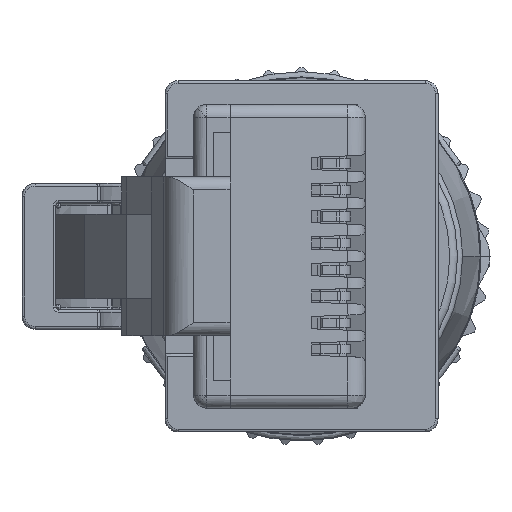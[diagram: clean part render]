
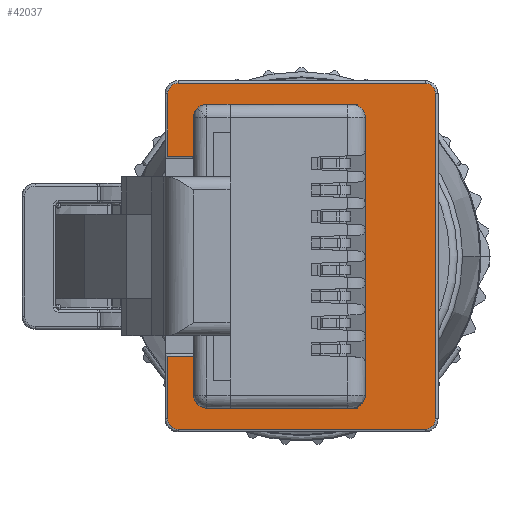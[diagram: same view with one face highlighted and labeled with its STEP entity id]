
A CAD part, left-side view. The second image highlights one B-rep face of the part: STEP entity #42037.
In plain terms, the highlighted planar face has unit normal (-1, 0, 0).
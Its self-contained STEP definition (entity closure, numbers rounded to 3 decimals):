
#6392=DIRECTION('',(0.,0.,1.));
#6393=VECTOR('',#6392,2.4);
#6394=CARTESIAN_POINT('',(-129.467,2.924,53.94));
#6395=LINE('',#6394,#6393);
#6422=DIRECTION('',(0.,-1.,0.));
#6423=VECTOR('',#6422,9.5);
#6424=CARTESIAN_POINT('',(-129.467,2.524,56.74));
#6425=LINE('',#6424,#6423);
#6449=DIRECTION('',(0.,0.,-1.));
#6450=VECTOR('',#6449,12.5);
#6451=CARTESIAN_POINT('',(-129.467,-7.376,
56.34));
#6452=LINE('',#6451,#6450);
#7479=DIRECTION('',(0.,1.,0.));
#7480=VECTOR('',#7479,9.5);
#7481=CARTESIAN_POINT('',(-129.467,-6.976,
43.44));
#7482=LINE('',#7481,#7480);
#7509=DIRECTION('',(0.,0.,1.));
#7510=VECTOR('',#7509,2.4);
#7511=CARTESIAN_POINT('',(-129.467,2.924,43.84));
#7512=LINE('',#7511,#7510);
#7513=DIRECTION('',(0.,-1.,0.));
#7514=VECTOR('',#7513,1.);
#7515=CARTESIAN_POINT('',(-129.467,2.924,46.24));
#7516=LINE('',#7515,#7514);
#7521=DIRECTION('',(0.,1.,0.));
#7522=VECTOR('',#7521,0.2);
#7523=CARTESIAN_POINT('',(-129.467,-4.576,
44.65));
#7524=LINE('',#7523,#7522);
#7525=CARTESIAN_POINT('',(-129.467,-4.576,
44.75));
#7526=DIRECTION('',(1.,0.,0.));
#7527=DIRECTION('',(0.,-1.,0.));
#7528=AXIS2_PLACEMENT_3D('',#7525,#7526,#7527);
#7530=DIRECTION('',(0.,0.,-1.));
#7531=VECTOR('',#7530,10.68);
#7532=CARTESIAN_POINT('',(-129.467,-4.676,
55.43));
#7533=LINE('',#7532,#7531);
#7534=CARTESIAN_POINT('',(-129.467,-4.576,
55.43));
#7535=DIRECTION('',(1.,0.,0.));
#7536=DIRECTION('',(0.,0.,1.));
#7537=AXIS2_PLACEMENT_3D('',#7534,#7535,#7536);
#7539=DIRECTION('',(0.,-1.,0.));
#7540=VECTOR('',#7539,0.2);
#7541=CARTESIAN_POINT('',(-129.467,-4.376,
55.53));
#7542=LINE('',#7541,#7540);
#7543=DIRECTION('',(0.,0.,-1.));
#7544=VECTOR('',#7543,0.4);
#7545=CARTESIAN_POINT('',(-129.467,-4.376,
55.93));
#7546=LINE('',#7545,#7544);
#7547=DIRECTION('',(0.,-1.,0.));
#7548=VECTOR('',#7547,5.8);
#7549=CARTESIAN_POINT('',(-129.467,1.424,55.93));
#7550=LINE('',#7549,#7548);
#7551=CARTESIAN_POINT('',(-129.467,1.424,55.43));
#7552=DIRECTION('',(1.,0.,0.));
#7553=DIRECTION('',(0.,1.,0.));
#7554=AXIS2_PLACEMENT_3D('',#7551,#7552,#7553);
#7556=DIRECTION('',(0.,0.,1.));
#7557=VECTOR('',#7556,1.49);
#7558=CARTESIAN_POINT('',(-129.467,1.924,53.94));
#7559=LINE('',#7558,#7557);
#7560=CARTESIAN_POINT('',(-129.467,2.524,56.34));
#7561=DIRECTION('',(-1.,0.,0.));
#7562=DIRECTION('',(0.,0.,1.));
#7563=AXIS2_PLACEMENT_3D('',#7560,#7561,#7562);
#7565=CARTESIAN_POINT('',(-129.467,-6.976,
56.34));
#7566=DIRECTION('',(-1.,0.,0.));
#7567=DIRECTION('',(0.,-1.,0.));
#7568=AXIS2_PLACEMENT_3D('',#7565,#7566,#7567);
#7570=CARTESIAN_POINT('',(-129.467,-6.976,
43.84));
#7571=DIRECTION('',(-1.,0.,0.));
#7572=DIRECTION('',(0.,0.,-1.));
#7573=AXIS2_PLACEMENT_3D('',#7570,#7571,#7572);
#7575=CARTESIAN_POINT('',(-129.467,2.524,43.84));
#7576=DIRECTION('',(-1.,0.,0.));
#7577=DIRECTION('',(0.,1.,0.));
#7578=AXIS2_PLACEMENT_3D('',#7575,#7576,#7577);
#7580=DIRECTION('',(0.,0.,1.));
#7581=VECTOR('',#7580,1.49);
#7582=CARTESIAN_POINT('',(-129.467,1.924,44.75));
#7583=LINE('',#7582,#7581);
#7584=CARTESIAN_POINT('',(-129.467,1.424,44.75));
#7585=DIRECTION('',(1.,0.,0.));
#7586=DIRECTION('',(0.,0.,-1.));
#7587=AXIS2_PLACEMENT_3D('',#7584,#7585,#7586);
#7589=DIRECTION('',(0.,1.,0.));
#7590=VECTOR('',#7589,5.8);
#7591=CARTESIAN_POINT('',(-129.467,-4.376,
44.25));
#7592=LINE('',#7591,#7590);
#7593=DIRECTION('',(0.,0.,-1.));
#7594=VECTOR('',#7593,0.4);
#7595=CARTESIAN_POINT('',(-129.467,-4.376,
44.65));
#7596=LINE('',#7595,#7594);
#12900=DIRECTION('',(0.,1.,0.));
#12901=VECTOR('',#12900,1.);
#12902=CARTESIAN_POINT('',(-129.467,1.924,
53.94));
#12903=LINE('',#12902,#12901);
#24769=CARTESIAN_POINT('',(-129.467,2.524,
56.74));
#24771=VERTEX_POINT('',#24769);
#25112=CARTESIAN_POINT('',(-129.467,-4.376,
44.25));
#25113=VERTEX_POINT('',#25112);
#25379=CARTESIAN_POINT('',(-129.467,-6.976,
43.44));
#25380=CARTESIAN_POINT('',(-129.467,2.524,
43.44));
#25381=VERTEX_POINT('',#25379);
#25382=VERTEX_POINT('',#25380);
#25677=CARTESIAN_POINT('',(-129.467,2.924,
43.84));
#25678=VERTEX_POINT('',#25677);
#26038=CARTESIAN_POINT('',(-129.467,1.424,
55.93));
#26039=CARTESIAN_POINT('',(-129.467,-4.376,
55.93));
#26040=VERTEX_POINT('',#26038);
#26041=VERTEX_POINT('',#26039);
#26177=CARTESIAN_POINT('',(-129.467,-6.976,
56.74));
#26179=VERTEX_POINT('',#26177);
#26264=CARTESIAN_POINT('',(-129.467,1.924,
53.94));
#26265=VERTEX_POINT('',#26264);
#26279=CARTESIAN_POINT('',(-129.467,1.924,
55.43));
#26280=VERTEX_POINT('',#26279);
#26388=CARTESIAN_POINT('',(-129.467,1.424,
44.25));
#26389=VERTEX_POINT('',#26388);
#26476=CARTESIAN_POINT('',(-129.467,-7.376,
56.34));
#26477=VERTEX_POINT('',#26476);
#26553=CARTESIAN_POINT('',(-129.467,-4.676,
44.75));
#26554=CARTESIAN_POINT('',(-129.467,-4.576,
44.65));
#26555=VERTEX_POINT('',#26553);
#26556=VERTEX_POINT('',#26554);
#26570=CARTESIAN_POINT('',(-129.467,2.924,
56.34));
#26572=VERTEX_POINT('',#26570);
#26996=CARTESIAN_POINT('',(-129.467,2.924,
53.94));
#26997=VERTEX_POINT('',#26996);
#27231=CARTESIAN_POINT('',(-129.467,1.924,
44.75));
#27232=VERTEX_POINT('',#27231);
#27468=CARTESIAN_POINT('',(-129.467,-4.376,
55.53));
#27469=CARTESIAN_POINT('',(-129.467,-4.576,
55.53));
#27470=VERTEX_POINT('',#27468);
#27471=VERTEX_POINT('',#27469);
#27687=CARTESIAN_POINT('',(-129.467,-7.376,
43.84));
#27688=VERTEX_POINT('',#27687);
#28062=CARTESIAN_POINT('',(-129.467,-4.676,
55.43));
#28063=VERTEX_POINT('',#28062);
#28343=CARTESIAN_POINT('',(-129.467,-4.376,
44.65));
#28344=VERTEX_POINT('',#28343);
#28466=CARTESIAN_POINT('',(-129.467,1.924,
46.24));
#28467=VERTEX_POINT('',#28466);
#28625=CARTESIAN_POINT('',(-129.467,2.924,
46.24));
#28626=VERTEX_POINT('',#28625);
#41992=CARTESIAN_POINT('',(-129.467,-2.226,
50.09));
#41993=DIRECTION('',(1.,0.,0.));
#41994=DIRECTION('',(0.,0.,-1.));
#41995=AXIS2_PLACEMENT_3D('',#41992,#41993,#41994);
#41996=PLANE('',#41995);
#41998=ORIENTED_EDGE('',*,*,#41997,.F.);
#42000=ORIENTED_EDGE('',*,*,#41999,.F.);
#42002=ORIENTED_EDGE('',*,*,#42001,.F.);
#42004=ORIENTED_EDGE('',*,*,#42003,.F.);
#42006=ORIENTED_EDGE('',*,*,#42005,.F.);
#42008=ORIENTED_EDGE('',*,*,#42007,.F.);
#42010=ORIENTED_EDGE('',*,*,#42009,.F.);
#42012=ORIENTED_EDGE('',*,*,#42011,.F.);
#42014=ORIENTED_EDGE('',*,*,#42013,.F.);
#42016=ORIENTED_EDGE('',*,*,#42015,.T.);
#42017=ORIENTED_EDGE('',*,*,#39162,.T.);
#42018=ORIENTED_EDGE('',*,*,#39177,.F.);
#42019=ORIENTED_EDGE('',*,*,#39191,.T.);
#42020=ORIENTED_EDGE('',*,*,#39205,.F.);
#42021=ORIENTED_EDGE('',*,*,#39221,.T.);
#42022=ORIENTED_EDGE('',*,*,#39236,.F.);
#42023=ORIENTED_EDGE('',*,*,#41944,.T.);
#42024=ORIENTED_EDGE('',*,*,#41958,.F.);
#42025=ORIENTED_EDGE('',*,*,#41972,.T.);
#42026=ORIENTED_EDGE('',*,*,#41982,.T.);
#42028=ORIENTED_EDGE('',*,*,#42027,.F.);
#42030=ORIENTED_EDGE('',*,*,#42029,.F.);
#42032=ORIENTED_EDGE('',*,*,#42031,.F.);
#42034=ORIENTED_EDGE('',*,*,#42033,.F.);
#42035=EDGE_LOOP('',(#41998,#42000,#42002,#42004,#42006,#42008,#42010,#42012,
#42014,#42016,#42017,#42018,#42019,#42020,#42021,#42022,#42023,#42024,#42025,
#42026,#42028,#42030,#42032,#42034));
#42036=FACE_OUTER_BOUND('',#42035,.F.);
#42037=ADVANCED_FACE('',(#42036),#41996,.F.);
#7529=CIRCLE('',#7528,0.1);
#7538=CIRCLE('',#7537,0.1);
#7555=CIRCLE('',#7554,0.5);
#7564=CIRCLE('',#7563,0.4);
#7569=CIRCLE('',#7568,0.4);
#7574=CIRCLE('',#7573,0.4);
#7579=CIRCLE('',#7578,0.4);
#7588=CIRCLE('',#7587,0.5);
#39162=EDGE_CURVE('',#26997,#26572,#6395,.T.);
#39177=EDGE_CURVE('',#24771,#26572,#7564,.T.);
#39191=EDGE_CURVE('',#24771,#26179,#6425,.T.);
#39205=EDGE_CURVE('',#26477,#26179,#7569,.T.);
#39221=EDGE_CURVE('',#26477,#27688,#6452,.T.);
#39236=EDGE_CURVE('',#25381,#27688,#7574,.T.);
#41944=EDGE_CURVE('',#25381,#25382,#7482,.T.);
#41958=EDGE_CURVE('',#25678,#25382,#7579,.T.);
#41972=EDGE_CURVE('',#25678,#28626,#7512,.T.);
#41982=EDGE_CURVE('',#28626,#28467,#7516,.T.);
#41997=EDGE_CURVE('',#26556,#28344,#7524,.T.);
#41999=EDGE_CURVE('',#26555,#26556,#7529,.T.);
#42001=EDGE_CURVE('',#28063,#26555,#7533,.T.);
#42003=EDGE_CURVE('',#27471,#28063,#7538,.T.);
#42005=EDGE_CURVE('',#27470,#27471,#7542,.T.);
#42007=EDGE_CURVE('',#26041,#27470,#7546,.T.);
#42009=EDGE_CURVE('',#26040,#26041,#7550,.T.);
#42011=EDGE_CURVE('',#26280,#26040,#7555,.T.);
#42013=EDGE_CURVE('',#26265,#26280,#7559,.T.);
#42015=EDGE_CURVE('',#26265,#26997,#12903,.T.);
#42027=EDGE_CURVE('',#27232,#28467,#7583,.T.);
#42029=EDGE_CURVE('',#26389,#27232,#7588,.T.);
#42031=EDGE_CURVE('',#25113,#26389,#7592,.T.);
#42033=EDGE_CURVE('',#28344,#25113,#7596,.T.);
